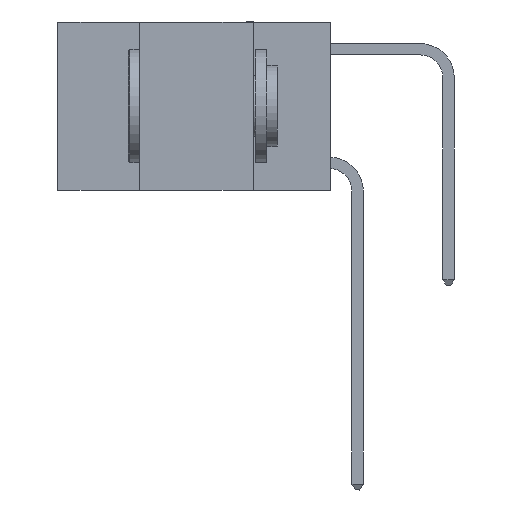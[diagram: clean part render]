
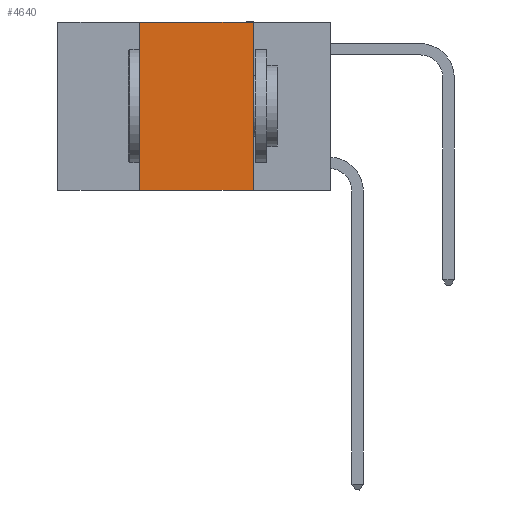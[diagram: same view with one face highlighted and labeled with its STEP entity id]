
A CAD part, left-side view. The second image highlights one B-rep face of the part: STEP entity #4640.
In plain terms, the highlighted planar face has unit normal (-1, 0, 0).
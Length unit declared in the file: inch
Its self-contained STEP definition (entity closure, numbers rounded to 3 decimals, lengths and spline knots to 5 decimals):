
#108 = EDGE_CURVE ( 'NONE', #3780, #19893, #12344, .T. ) ;
#1657 = PLANE ( 'NONE',  #1856 ) ;
#1856 = AXIS2_PLACEMENT_3D ( 'NONE', #21766, #6747, #24392 ) ;
#3780 = VERTEX_POINT ( 'NONE', #18694 ) ;
#4379 = LINE ( 'NONE', #24344, #11065 ) ;
#4640 = ADVANCED_FACE ( 'NONE', ( #21211 ), #1657, .F. ) ;
#5611 = VECTOR ( 'NONE', #13710, 39.37008 ) ;
#6438 = LINE ( 'NONE', #12823, #19053 ) ;
#6747 = DIRECTION ( 'NONE',  ( 1., 0., 0. ) ) ;
#7427 = CARTESIAN_POINT ( 'NONE',  ( 0., 0.42, 0. ) ) ;
#10442 = ORIENTED_EDGE ( 'NONE', *, *, #30925, .F. ) ;
#11065 = VECTOR ( 'NONE', #16862, 39.37008 ) ;
#11147 = CARTESIAN_POINT ( 'NONE',  ( 0., 0.17, 0. ) ) ;
#12319 = VERTEX_POINT ( 'NONE', #22680 ) ;
#12344 = LINE ( 'NONE', #15103, #5611 ) ;
#12823 = CARTESIAN_POINT ( 'NONE',  ( 0., 0.6, 0. ) ) ;
#13710 = DIRECTION ( 'NONE',  ( 0., 0., 1. ) ) ;
#15103 = CARTESIAN_POINT ( 'NONE',  ( 0., 0.42, 0. ) ) ;
#16862 = DIRECTION ( 'NONE',  ( 0., -1., 0. ) ) ;
#18361 = VECTOR ( 'NONE', #31218, 39.37008 ) ;
#18694 = CARTESIAN_POINT ( 'NONE',  ( 0., 0.42, -0.37 ) ) ;
#18703 = ORIENTED_EDGE ( 'NONE', *, *, #108, .F. ) ;
#19053 = VECTOR ( 'NONE', #25380, 39.37008 ) ;
#19159 = LINE ( 'NONE', #11147, #18361 ) ;
#19291 = EDGE_CURVE ( 'NONE', #19893, #27008, #6438, .T. ) ;
#19893 = VERTEX_POINT ( 'NONE', #7427 ) ;
#21211 = FACE_OUTER_BOUND ( 'NONE', #32293, .T. ) ;
#21766 = CARTESIAN_POINT ( 'NONE',  ( 0., 0.6, 0. ) ) ;
#22680 = CARTESIAN_POINT ( 'NONE',  ( 0., 0.17, -0.37 ) ) ;
#24344 = CARTESIAN_POINT ( 'NONE',  ( 0., 0.6, -0.37 ) ) ;
#24392 = DIRECTION ( 'NONE',  ( 0., 0., -1. ) ) ;
#24630 = ORIENTED_EDGE ( 'NONE', *, *, #19291, .F. ) ;
#25380 = DIRECTION ( 'NONE',  ( 0., -1., 0. ) ) ;
#25707 = EDGE_CURVE ( 'NONE', #3780, #12319, #4379, .T. ) ;
#27008 = VERTEX_POINT ( 'NONE', #31535 ) ;
#30925 = EDGE_CURVE ( 'NONE', #27008, #12319, #19159, .T. ) ;
#31218 = DIRECTION ( 'NONE',  ( 0., 0., -1. ) ) ;
#31535 = CARTESIAN_POINT ( 'NONE',  ( 0., 0.17, 0. ) ) ;
#31999 = ORIENTED_EDGE ( 'NONE', *, *, #25707, .T. ) ;
#32293 = EDGE_LOOP ( 'NONE', ( #10442, #24630, #18703, #31999 ) ) ;
